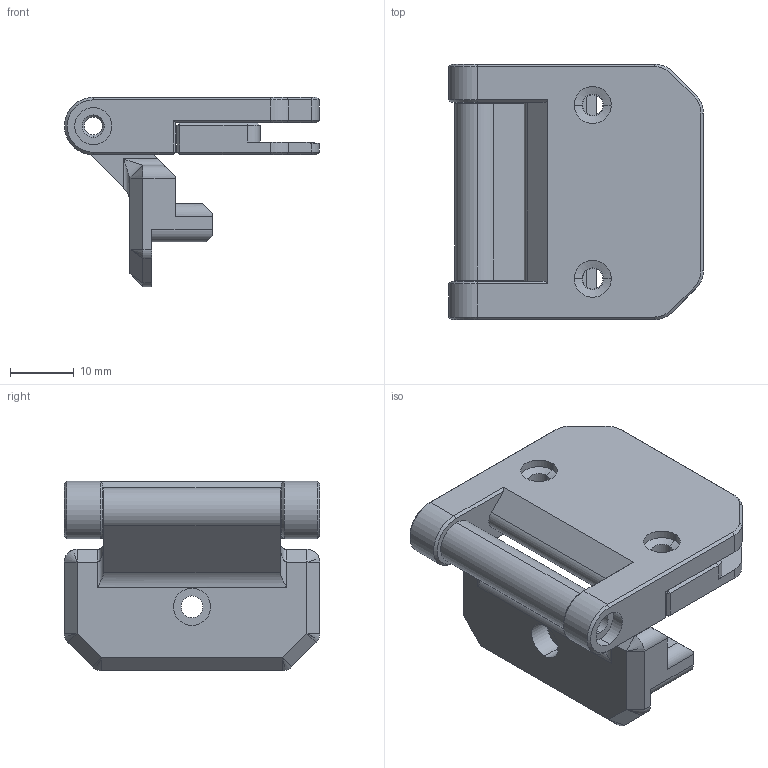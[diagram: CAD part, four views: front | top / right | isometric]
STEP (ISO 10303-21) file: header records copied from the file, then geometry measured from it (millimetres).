
FILE_DESCRIPTION (( 'STEP AP214' ), '1' );
FILE_NAME ('ass_b2v_cerniera.STEP', '2024-01-16T13:01:50', ( '' ), ( '' ), 'SwSTEP 2.0', 'SolidWorks 2022', '' );
FILE_SCHEMA (( 'AUTOMOTIVE_DESIGN' ));
Length unit declared in the file: millimetre
Products named in the file (4): b2v_cerniera_porta_a; b2v_cerniera_porta_b; b2v_cerniera_porta_c; ass_b2v_cerniera
Assembly tree (3 placements, depth 2):
  ass_b2v_cerniera
    b2v_cerniera_porta_a
    b2v_cerniera_porta_b
    b2v_cerniera_porta_c
Bounding box: 39.9 x 40 x 29.65 mm (x, y, z)
Volume: 16014.9 mm3; surface area: 9651.7 mm2
Topology: 3 solids, 3 shells, 215 faces, 516 edges, 304 vertices
Faces by surface type: plane 125, cylinder 56, cone 32, bspline 2
Entity records: 6469 total; most frequent: CARTESIAN_POINT 1333, DIRECTION 1053, ORIENTED_EDGE 1016, EDGE_CURVE 508, VECTOR 365, LINE 365, AXIS2_PLACEMENT_3D 344, VERTEX_POINT 304
